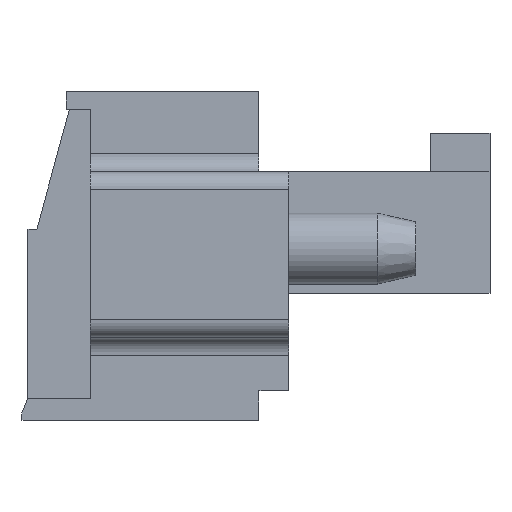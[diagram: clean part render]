
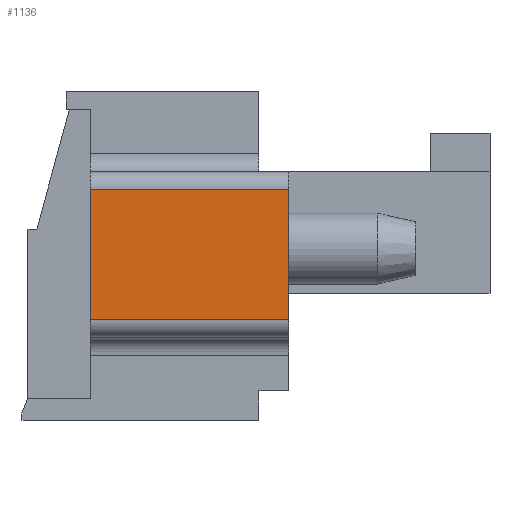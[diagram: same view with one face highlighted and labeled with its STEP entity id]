
A CAD part, left-side view. The second image highlights one B-rep face of the part: STEP entity #1136.
In plain terms, the highlighted planar face has unit normal (-1, 0, 0).
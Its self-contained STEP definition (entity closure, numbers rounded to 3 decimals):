
#1136 = ADVANCED_FACE( '', ( #2272 ), #2273, .F. );
#2272 = FACE_OUTER_BOUND( '', #3427, .T. );
#2273 = PLANE( '', #3428 );
#3427 = EDGE_LOOP( '', ( #6291, #6292, #6293, #6294 ) );
#3428 = AXIS2_PLACEMENT_3D( '', #6295, #6296, #6297 );
#6291 = ORIENTED_EDGE( '', *, *, #7556, .F. );
#6292 = ORIENTED_EDGE( '', *, *, #8066, .T. );
#6293 = ORIENTED_EDGE( '', *, *, #7424, .F. );
#6294 = ORIENTED_EDGE( '', *, *, #7483, .T. );
#6295 = CARTESIAN_POINT( '', ( -10.45, 0., 0. ) );
#6296 = DIRECTION( '', ( 1., 0., 0. ) );
#6297 = DIRECTION( '', ( 0., 0., -1. ) );
#7424 = EDGE_CURVE( '', #9069, #9070, #9071, .T. );
#7483 = EDGE_CURVE( '', #9069, #9159, #9161, .F. );
#7556 = EDGE_CURVE( '', #9271, #9159, #9273, .T. );
#8066 = EDGE_CURVE( '', #9271, #9070, #9953, .F. );
#9069 = VERTEX_POINT( '', #11355 );
#9070 = VERTEX_POINT( '', #11356 );
#9071 = LINE( '', #11357, #11358 );
#9159 = VERTEX_POINT( '', #11481 );
#9161 = LINE( '', #11483, #11484 );
#9271 = VERTEX_POINT( '', #11641 );
#9273 = LINE( '', #11643, #11644 );
#9953 = LINE( '', #12644, #12645 );
#11355 = CARTESIAN_POINT( '', ( -10.45, 1.7, -2.225 ) );
#11356 = CARTESIAN_POINT( '', ( -10.45, 1.7, 2.175 ) );
#11357 = CARTESIAN_POINT( '', ( -10.45, 1.7, -2.825 ) );
#11358 = VECTOR( '', #13312, 1000. );
#11481 = CARTESIAN_POINT( '', ( -10.45, -5., -2.225 ) );
#11483 = CARTESIAN_POINT( '', ( -10.45, -5., -2.225 ) );
#11484 = VECTOR( '', #13375, 1000. );
#11641 = CARTESIAN_POINT( '', ( -10.45, -5., 2.175 ) );
#11643 = CARTESIAN_POINT( '', ( -10.45, -5., 2.775 ) );
#11644 = VECTOR( '', #13447, 1000. );
#12644 = CARTESIAN_POINT( '', ( -10.45, 1.7, 2.175 ) );
#12645 = VECTOR( '', #13882, 1000. );
#13312 = DIRECTION( '', ( 0., 0., 1. ) );
#13375 = DIRECTION( '', ( 0., 1., 0. ) );
#13447 = DIRECTION( '', ( 0., 0., -1. ) );
#13882 = DIRECTION( '', ( 0., -1., 0. ) );
